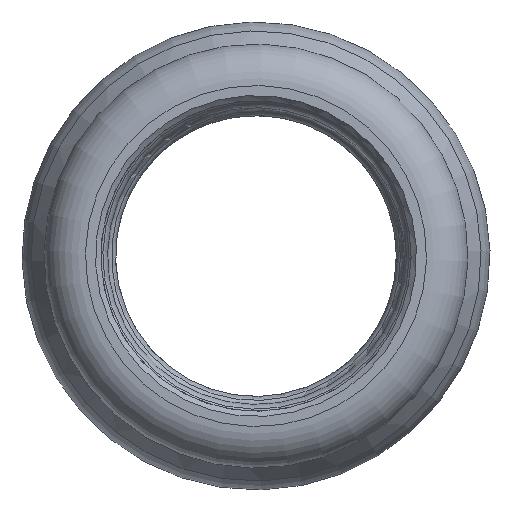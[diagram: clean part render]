
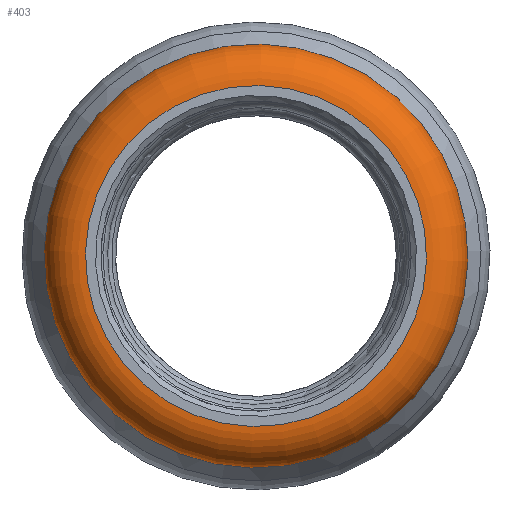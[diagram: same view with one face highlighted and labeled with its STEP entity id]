
A CAD part, left-side view. The second image highlights one B-rep face of the part: STEP entity #403.
In plain terms, the highlighted toroidal (fillet/blend) face has major radius 12.75 mm and minor radius 3.1 mm.
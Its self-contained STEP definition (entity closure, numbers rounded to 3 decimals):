
#77=FACE_OUTER_BOUND('',#104,.T.);
#104=EDGE_LOOP('',(#316,#317,#318,#319));
#142=CIRCLE('',#479,15.125);
#144=CIRCLE('',#483,12.75);
#145=CIRCLE('',#484,3.1);
#178=VERTEX_POINT('',#729);
#179=VERTEX_POINT('',#735);
#224=EDGE_CURVE('',#178,#178,#142,.T.);
#227=EDGE_CURVE('',#179,#179,#144,.T.);
#228=EDGE_CURVE('',#179,#178,#145,.T.);
#316=ORIENTED_EDGE('',*,*,#227,.F.);
#317=ORIENTED_EDGE('',*,*,#228,.T.);
#318=ORIENTED_EDGE('',*,*,#224,.T.);
#319=ORIENTED_EDGE('',*,*,#228,.F.);
#354=TOROIDAL_SURFACE('',#482,12.75,3.1);
#403=ADVANCED_FACE('',(#77),#354,.T.);
#479=AXIS2_PLACEMENT_3D('',#730,#603,#604);
#482=AXIS2_PLACEMENT_3D('',#734,#610,#611);
#483=AXIS2_PLACEMENT_3D('',#736,#612,#613);
#484=AXIS2_PLACEMENT_3D('',#737,#614,#615);
#603=DIRECTION('center_axis',(-1.,0.,0.));
#604=DIRECTION('ref_axis',(0.,1.,0.));
#610=DIRECTION('center_axis',(-1.,0.,0.));
#611=DIRECTION('ref_axis',(0.,0.878,-0.479));
#612=DIRECTION('center_axis',(-1.,0.,0.));
#613=DIRECTION('ref_axis',(0.,1.,0.));
#614=DIRECTION('center_axis',(0.,0.479,0.878));
#615=DIRECTION('ref_axis',(0.,-0.878,0.479));
#729=CARTESIAN_POINT('',(-18.457,-13.273,7.251));
#730=CARTESIAN_POINT('Origin',(-18.457,0.,0.));
#734=CARTESIAN_POINT('Origin',(-20.45,0.,0.));
#735=CARTESIAN_POINT('',(-23.55,-11.189,6.113));
#736=CARTESIAN_POINT('Origin',(-23.55,0.,0.));
#737=CARTESIAN_POINT('Origin',(-20.45,-11.189,6.113));
